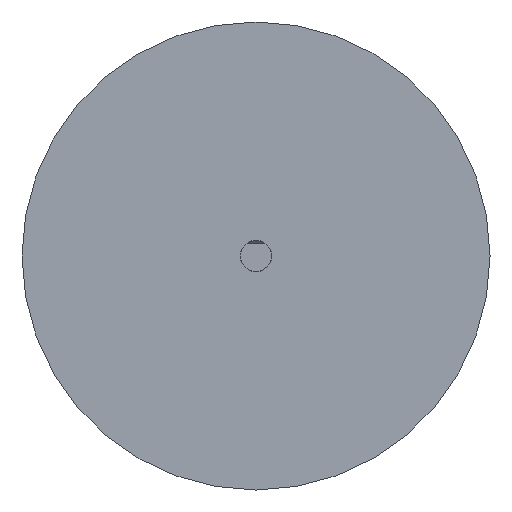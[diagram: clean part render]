
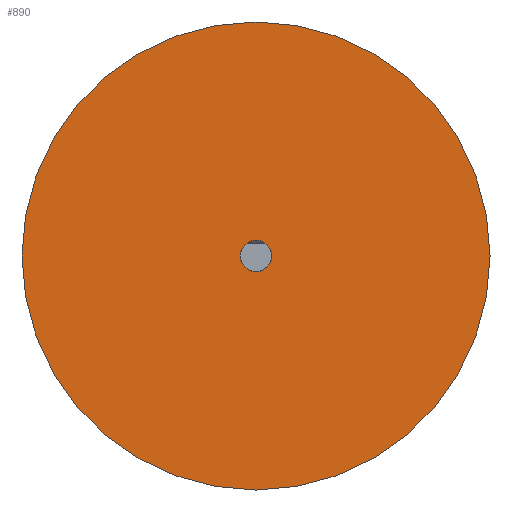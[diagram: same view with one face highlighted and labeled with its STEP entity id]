
A CAD part, front view. The second image highlights one B-rep face of the part: STEP entity #890.
In plain terms, the highlighted planar face has unit normal (0, -1, 0).
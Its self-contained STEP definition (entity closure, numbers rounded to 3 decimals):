
#46=FACE_BOUND('',#194,.T.);
#61=PLANE('',#1013);
#127=FACE_OUTER_BOUND('',#193,.T.);
#193=EDGE_LOOP('',(#752));
#194=EDGE_LOOP('',(#753));
#341=CIRCLE('',#983,2.55);
#367=CIRCLE('',#1014,38.1);
#433=VERTEX_POINT('',#1771);
#449=VERTEX_POINT('',#1820);
#535=EDGE_CURVE('',#433,#433,#341,.T.);
#563=EDGE_CURVE('',#449,#449,#367,.T.);
#752=ORIENTED_EDGE('',*,*,#563,.T.);
#753=ORIENTED_EDGE('',*,*,#535,.T.);
#890=ADVANCED_FACE('',(#127,#46),#61,.F.);
#983=AXIS2_PLACEMENT_3D('',#1772,#1192,#1193);
#1013=AXIS2_PLACEMENT_3D('',#1819,#1254,#1255);
#1014=AXIS2_PLACEMENT_3D('',#1821,#1256,#1257);
#1192=DIRECTION('center_axis',(0.,1.,0.));
#1193=DIRECTION('ref_axis',(1.,0.,0.));
#1254=DIRECTION('center_axis',(0.,1.,0.));
#1255=DIRECTION('ref_axis',(1.,0.,0.));
#1256=DIRECTION('center_axis',(0.,-1.,0.));
#1257=DIRECTION('ref_axis',(1.,0.,0.));
#1771=CARTESIAN_POINT('',(-2.55,-10.,0.));
#1772=CARTESIAN_POINT('Origin',(0.,-10.,0.));
#1819=CARTESIAN_POINT('Origin',(0.,-10.,0.));
#1820=CARTESIAN_POINT('',(-38.1,-10.,0.));
#1821=CARTESIAN_POINT('Origin',(0.,-10.,0.));
